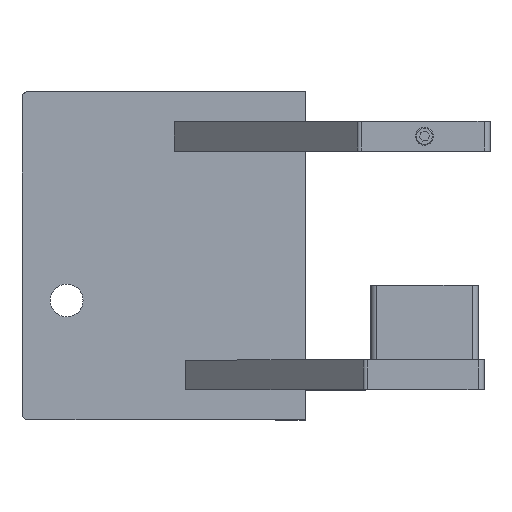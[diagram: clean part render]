
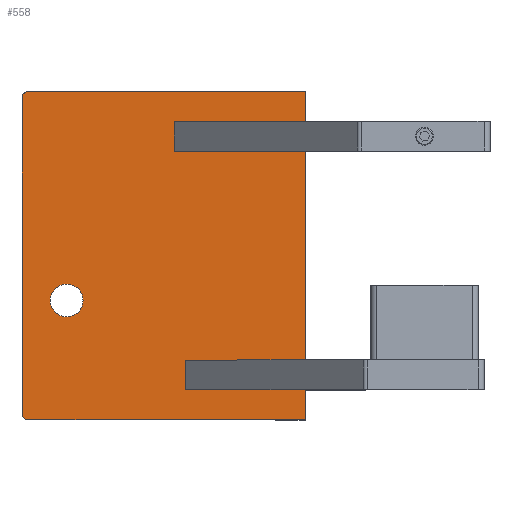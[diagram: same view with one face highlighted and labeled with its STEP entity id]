
A CAD part, top view. The second image highlights one B-rep face of the part: STEP entity #558.
In plain terms, the highlighted planar face has unit normal (0, 0, 1).
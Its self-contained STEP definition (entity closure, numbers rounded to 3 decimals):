
#24 = CARTESIAN_POINT ( 'NONE',  ( 0., 110., 0. ) ) ;
#34 = DIRECTION ( 'NONE',  ( 0., 0., 1. ) ) ;
#100 = DIRECTION ( 'NONE',  ( -1., 0., 0. ) ) ;
#115 = DIRECTION ( 'NONE',  ( 0., -1., 0. ) ) ;
#177 = EDGE_CURVE ( 'NONE', #1919, #759, #396, .T. ) ;
#184 = VECTOR ( 'NONE', #1376, 1000. ) ;
#239 = FACE_BOUND ( 'NONE', #745, .T. ) ;
#290 = LINE ( 'NONE', #958, #677 ) ;
#322 = VECTOR ( 'NONE', #115, 1000. ) ;
#335 = DIRECTION ( 'NONE',  ( 0., 0., 1. ) ) ;
#376 = VERTEX_POINT ( 'NONE', #2012 ) ;
#396 = CIRCLE ( 'NONE', #1366, 2. ) ;
#439 = VECTOR ( 'NONE', #2043, 1000. ) ;
#441 = EDGE_CURVE ( 'NONE', #1525, #1272, #1701, .T. ) ;
#558 = ADVANCED_FACE ( 'NONE', ( #239, #925 ), #1179, .F. ) ;
#575 = CARTESIAN_POINT ( 'NONE',  ( -80., 40., 0. ) ) ;
#612 = DIRECTION ( 'NONE',  ( 1., 0., 0. ) ) ;
#627 = EDGE_CURVE ( 'NONE', #1835, #1919, #2050, .T. ) ;
#655 = CIRCLE ( 'NONE', #2082, 2. ) ;
#667 = ORIENTED_EDGE ( 'NONE', *, *, #441, .F. ) ;
#677 = VECTOR ( 'NONE', #1496, 1000. ) ;
#706 = CARTESIAN_POINT ( 'NONE',  ( -93., 2., 0. ) ) ;
#711 = EDGE_LOOP ( 'NONE', ( #1840, #1904, #1132, #1732, #1939, #2086 ) ) ;
#745 = EDGE_LOOP ( 'NONE', ( #667, #2083 ) ) ;
#759 = VERTEX_POINT ( 'NONE', #1201 ) ;
#801 = VERTEX_POINT ( 'NONE', #24 ) ;
#810 = DIRECTION ( 'NONE',  ( -1., 0., 0. ) ) ;
#827 = DIRECTION ( 'NONE',  ( 0., 0., -1. ) ) ;
#845 = CARTESIAN_POINT ( 'NONE',  ( -95., 0., 0. ) ) ;
#895 = CARTESIAN_POINT ( 'NONE',  ( -74.5, 40., 0. ) ) ;
#925 = FACE_OUTER_BOUND ( 'NONE', #711, .T. ) ;
#958 = CARTESIAN_POINT ( 'NONE',  ( 0., 110., 0. ) ) ;
#975 = CARTESIAN_POINT ( 'NONE',  ( -95., 110., 0. ) ) ;
#1005 = AXIS2_PLACEMENT_3D ( 'NONE', #575, #1262, #612 ) ;
#1097 = EDGE_CURVE ( 'NONE', #801, #376, #290, .T. ) ;
#1132 = ORIENTED_EDGE ( 'NONE', *, *, #1253, .T. ) ;
#1138 = VERTEX_POINT ( 'NONE', #1313 ) ;
#1179 = PLANE ( 'NONE',  #1394 ) ;
#1181 = LINE ( 'NONE', #975, #439 ) ;
#1201 = CARTESIAN_POINT ( 'NONE',  ( -93., 0., 0. ) ) ;
#1213 = DIRECTION ( 'NONE',  ( 1., 0., 0. ) ) ;
#1253 = EDGE_CURVE ( 'NONE', #759, #376, #1715, .T. ) ;
#1262 = DIRECTION ( 'NONE',  ( 0., 0., 1. ) ) ;
#1272 = VERTEX_POINT ( 'NONE', #1741 ) ;
#1313 = CARTESIAN_POINT ( 'NONE',  ( -93., 110., 0. ) ) ;
#1366 = AXIS2_PLACEMENT_3D ( 'NONE', #706, #34, #1608 ) ;
#1376 = DIRECTION ( 'NONE',  ( 1., 0., 0. ) ) ;
#1394 = AXIS2_PLACEMENT_3D ( 'NONE', #2222, #827, #100 ) ;
#1491 = DIRECTION ( 'NONE',  ( 0., 0., 1. ) ) ;
#1496 = DIRECTION ( 'NONE',  ( 0., -1., 0. ) ) ;
#1521 = CARTESIAN_POINT ( 'NONE',  ( -95., 110., 0. ) ) ;
#1525 = VERTEX_POINT ( 'NONE', #895 ) ;
#1556 = CARTESIAN_POINT ( 'NONE',  ( -80., 40., 0. ) ) ;
#1608 = DIRECTION ( 'NONE',  ( -1., 0., 0. ) ) ;
#1638 = AXIS2_PLACEMENT_3D ( 'NONE', #1556, #335, #1213 ) ;
#1701 = CIRCLE ( 'NONE', #1005, 5.5 ) ;
#1715 = LINE ( 'NONE', #845, #184 ) ;
#1732 = ORIENTED_EDGE ( 'NONE', *, *, #1097, .F. ) ;
#1741 = CARTESIAN_POINT ( 'NONE',  ( -85.5, 40., 0. ) ) ;
#1835 = VERTEX_POINT ( 'NONE', #1979 ) ;
#1840 = ORIENTED_EDGE ( 'NONE', *, *, #627, .T. ) ;
#1889 = EDGE_CURVE ( 'NONE', #1138, #1835, #655, .T. ) ;
#1903 = EDGE_CURVE ( 'NONE', #1138, #801, #1181, .T. ) ;
#1904 = ORIENTED_EDGE ( 'NONE', *, *, #177, .T. ) ;
#1919 = VERTEX_POINT ( 'NONE', #2208 ) ;
#1939 = ORIENTED_EDGE ( 'NONE', *, *, #1903, .F. ) ;
#1979 = CARTESIAN_POINT ( 'NONE',  ( -95., 108., 0. ) ) ;
#1997 = EDGE_CURVE ( 'NONE', #1272, #1525, #2049, .T. ) ;
#2012 = CARTESIAN_POINT ( 'NONE',  ( 0., 0., 0. ) ) ;
#2043 = DIRECTION ( 'NONE',  ( 1., 0., 0. ) ) ;
#2049 = CIRCLE ( 'NONE', #1638, 5.5 ) ;
#2050 = LINE ( 'NONE', #1521, #322 ) ;
#2052 = CARTESIAN_POINT ( 'NONE',  ( -93., 108., 0. ) ) ;
#2082 = AXIS2_PLACEMENT_3D ( 'NONE', #2052, #1491, #810 ) ;
#2083 = ORIENTED_EDGE ( 'NONE', *, *, #1997, .F. ) ;
#2086 = ORIENTED_EDGE ( 'NONE', *, *, #1889, .T. ) ;
#2208 = CARTESIAN_POINT ( 'NONE',  ( -95., 2., 0. ) ) ;
#2222 = CARTESIAN_POINT ( 'NONE',  ( -95., 110., 0. ) ) ;
